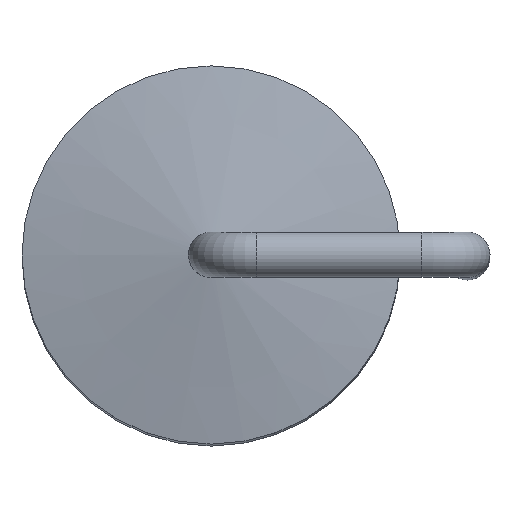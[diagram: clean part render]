
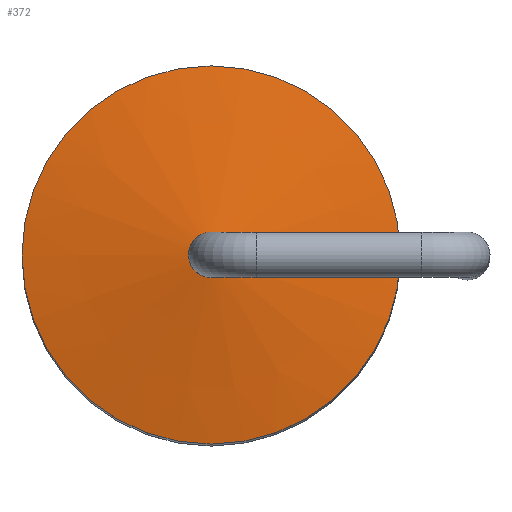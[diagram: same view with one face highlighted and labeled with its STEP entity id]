
A CAD part, top view. The second image highlights one B-rep face of the part: STEP entity #372.
In plain terms, the highlighted conical face has half-angle 80.028 degrees and reference radius 0.338 mm.
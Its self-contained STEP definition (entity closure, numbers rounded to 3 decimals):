
#27=DIRECTION('',(0.,0.,1.));
#49=DIRECTION('',(0.,-1.,0.));
#87=DIRECTION('',(0.,0.,-1.));
#358=VERTEX_POINT('',#359);
#359=CARTESIAN_POINT('',(3.75,0.,23.5));
#363=ORIENTED_EDGE('',*,*,#364,.F.);
#364=EDGE_CURVE('',#358,#358,#365,.T.);
#365=CIRCLE('',#366,3.75);
#366=AXIS2_PLACEMENT_3D('',#367,#87,#368);
#367=CARTESIAN_POINT('',(0.,0.,23.5));
#368=DIRECTION('',(1.,0.,0.));
#372=ADVANCED_FACE('',(#373),#389,.T.);
#373=FACE_BOUND('',#374,.T.);
#374=EDGE_LOOP('',(#375,#382,#363,#388));
#375=ORIENTED_EDGE('',*,*,#376,.F.);
#376=EDGE_CURVE('',#377,#377,#379,.T.);
#377=VERTEX_POINT('',#378);
#378=CARTESIAN_POINT('',(0.45,0.,24.08));
#379=CIRCLE('',#380,0.45);
#380=AXIS2_PLACEMENT_3D('',#381,#27,#49);
#381=CARTESIAN_POINT('',(0.,0.,24.08));
#382=ORIENTED_EDGE('',*,*,#383,.T.);
#383=EDGE_CURVE('',#377,#358,#384,.T.);
#384=LINE('',#385,#386);
#385=CARTESIAN_POINT('',(0.338,0.,24.1));
#386=VECTOR('',#387,1.);
#387=DIRECTION('',(0.985,0.,-0.173)  );
#388=ORIENTED_EDGE('',*,*,#383,.F.);
#389=CONICAL_SURFACE('',#390,0.338,1.397);
#390=AXIS2_PLACEMENT_3D('',#391,#87,#392);
#391=CARTESIAN_POINT('',(0.,0.,24.1));
#392=DIRECTION('',(1.,0.,0.));
